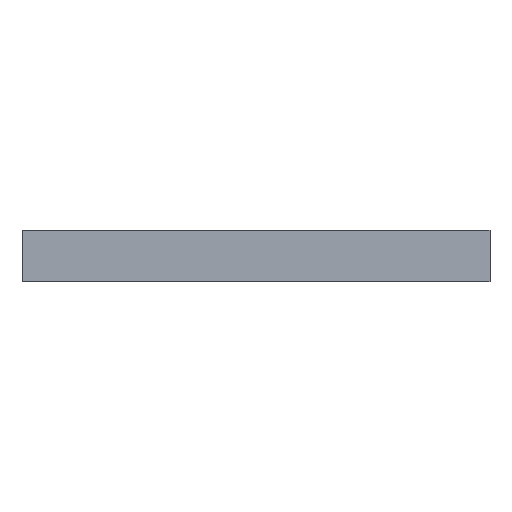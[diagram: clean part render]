
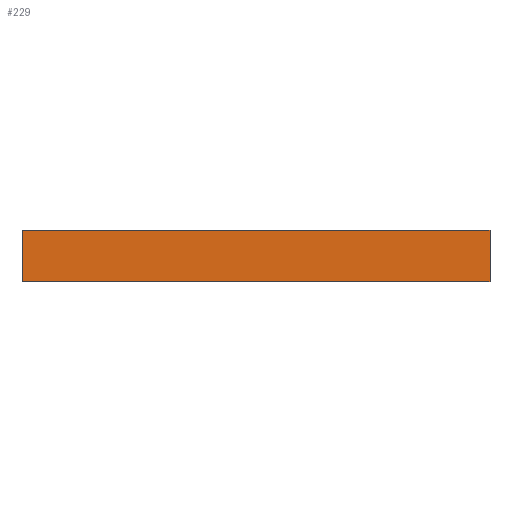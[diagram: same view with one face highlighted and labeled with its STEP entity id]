
A CAD part, front view. The second image highlights one B-rep face of the part: STEP entity #229.
In plain terms, the highlighted planar face has unit normal (0, -1, 0).
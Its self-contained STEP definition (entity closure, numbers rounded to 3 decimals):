
#21 = DIRECTION ( 'NONE',  ( 0., 0., -1. ) ) ;
#31 = ORIENTED_EDGE ( 'NONE', *, *, #841, .T. ) ;
#63 = FACE_OUTER_BOUND ( 'NONE', #352, .T. ) ;
#71 = DIRECTION ( 'NONE',  ( 0., 0., -1. ) ) ;
#77 = VECTOR ( 'NONE', #71, 1000. ) ;
#103 = CARTESIAN_POINT ( 'NONE',  ( 7000., -7000., -50. ) ) ;
#113 = CARTESIAN_POINT ( 'NONE',  ( 7000., -7000., 50. ) ) ;
#121 = VERTEX_POINT ( 'NONE', #1284 ) ;
#151 = LINE ( 'NONE', #871, #862 ) ;
#156 = CARTESIAN_POINT ( 'NONE',  ( -7000., -7000., 1500. ) ) ;
#229 = ADVANCED_FACE ( 'NONE', ( #63 ), #467, .F. ) ;
#313 = CARTESIAN_POINT ( 'NONE',  ( -7000., -7000., 50. ) ) ;
#334 = DIRECTION ( 'NONE',  ( 1., 0., 0. ) ) ;
#352 = EDGE_LOOP ( 'NONE', ( #31, #561, #1199, #655 ) ) ;
#355 = DIRECTION ( 'NONE',  ( 1., 0., 0. ) ) ;
#404 = VECTOR ( 'NONE', #21, 1000. ) ;
#418 = VERTEX_POINT ( 'NONE', #1125 ) ;
#466 = EDGE_CURVE ( 'NONE', #418, #1176, #636, .T. ) ;
#467 = PLANE ( 'NONE',  #631 ) ;
#487 = EDGE_CURVE ( 'NONE', #121, #1176, #527, .T. ) ;
#527 = LINE ( 'NONE', #632, #933 ) ;
#561 = ORIENTED_EDGE ( 'NONE', *, *, #487, .T. ) ;
#589 = DIRECTION ( 'NONE',  ( 0., 0., 1. ) ) ;
#631 = AXIS2_PLACEMENT_3D ( 'NONE', #885, #1090, #589 ) ;
#632 = CARTESIAN_POINT ( 'NONE',  ( -7000., -7000., -50. ) ) ;
#636 = LINE ( 'NONE', #113, #404 ) ;
#651 = EDGE_CURVE ( 'NONE', #964, #418, #151, .T. ) ;
#655 = ORIENTED_EDGE ( 'NONE', *, *, #651, .F. ) ;
#841 = EDGE_CURVE ( 'NONE', #964, #121, #1292, .T. ) ;
#862 = VECTOR ( 'NONE', #355, 1000. ) ;
#871 = CARTESIAN_POINT ( 'NONE',  ( -7000., -7000., 1500. ) ) ;
#885 = CARTESIAN_POINT ( 'NONE',  ( -7000., -7000., 50. ) ) ;
#933 = VECTOR ( 'NONE', #334, 1000. ) ;
#964 = VERTEX_POINT ( 'NONE', #156 ) ;
#1090 = DIRECTION ( 'NONE',  ( 0., 1., 0. ) ) ;
#1125 = CARTESIAN_POINT ( 'NONE',  ( 7000., -7000., 1500. ) ) ;
#1176 = VERTEX_POINT ( 'NONE', #103 ) ;
#1199 = ORIENTED_EDGE ( 'NONE', *, *, #466, .F. ) ;
#1284 = CARTESIAN_POINT ( 'NONE',  ( -7000., -7000., -50. ) ) ;
#1292 = LINE ( 'NONE', #313, #77 ) ;
